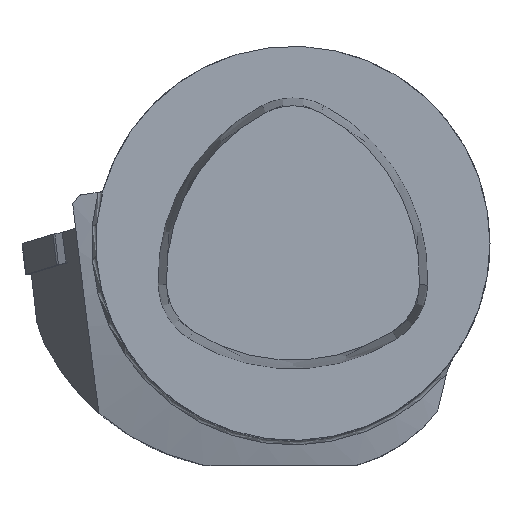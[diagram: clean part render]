
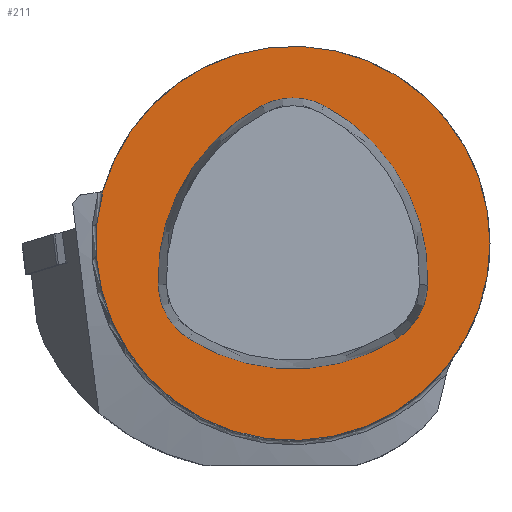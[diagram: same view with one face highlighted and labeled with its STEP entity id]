
A CAD part, top view. The second image highlights one B-rep face of the part: STEP entity #211.
In plain terms, the highlighted planar face has unit normal (0, 0, 1).
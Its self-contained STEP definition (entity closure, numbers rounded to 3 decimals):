
#97=FACE_BOUND('',#400,.T.);
#98=FACE_BOUND('',#401,.T.);
#211=ADVANCED_FACE('',(#97,#98),#271,.T.);
#271=PLANE('',#1487);
#400=EDGE_LOOP('',(#678));
#401=EDGE_LOOP('',(#679,#680,#681,#682,#683,#684));
#454=CIRCLE('',#1462,40.);
#463=CIRCLE('',#1481,39.5);
#464=CIRCLE('',#1482,13.5);
#465=CIRCLE('',#1483,39.5);
#466=CIRCLE('',#1484,13.5);
#467=CIRCLE('',#1485,39.5);
#468=CIRCLE('',#1486,13.5);
#678=ORIENTED_EDGE('',*,*,#1054,.T.);
#679=ORIENTED_EDGE('',*,*,#1077,.F.);
#680=ORIENTED_EDGE('',*,*,#1078,.F.);
#681=ORIENTED_EDGE('',*,*,#1079,.F.);
#682=ORIENTED_EDGE('',*,*,#1080,.F.);
#683=ORIENTED_EDGE('',*,*,#1081,.F.);
#684=ORIENTED_EDGE('',*,*,#1082,.F.);
#908=VERTEX_POINT('',#2184);
#926=VERTEX_POINT('',#2258);
#927=VERTEX_POINT('',#2259);
#928=VERTEX_POINT('',#2261);
#929=VERTEX_POINT('',#2263);
#930=VERTEX_POINT('',#2265);
#931=VERTEX_POINT('',#2267);
#1054=EDGE_CURVE('',#908,#908,#454,.T.);
#1077=EDGE_CURVE('',#926,#927,#463,.T.);
#1078=EDGE_CURVE('',#928,#926,#464,.T.);
#1079=EDGE_CURVE('',#929,#928,#465,.T.);
#1080=EDGE_CURVE('',#930,#929,#466,.T.);
#1081=EDGE_CURVE('',#931,#930,#467,.T.);
#1082=EDGE_CURVE('',#927,#931,#468,.T.);
#1462=AXIS2_PLACEMENT_3D('',#2183,#1722,#1723);
#1481=AXIS2_PLACEMENT_3D('',#2257,#1768,#1769);
#1482=AXIS2_PLACEMENT_3D('',#2260,#1770,#1771);
#1483=AXIS2_PLACEMENT_3D('',#2262,#1772,#1773);
#1484=AXIS2_PLACEMENT_3D('',#2264,#1774,#1775);
#1485=AXIS2_PLACEMENT_3D('',#2266,#1776,#1777);
#1486=AXIS2_PLACEMENT_3D('',#2268,#1778,#1779);
#1487=AXIS2_PLACEMENT_3D('',#2269,#1780,#1781);
#1722=DIRECTION('',(0.,0.,1.));
#1723=DIRECTION('',(1.,0.,0.));
#1768=DIRECTION('',(0.,0.,1.));
#1769=DIRECTION('',(1.,0.,0.));
#1770=DIRECTION('',(0.,0.,1.));
#1771=DIRECTION('',(1.,0.,0.));
#1772=DIRECTION('',(0.,0.,1.));
#1773=DIRECTION('',(1.,0.,0.));
#1774=DIRECTION('',(0.,0.,1.));
#1775=DIRECTION('',(1.,0.,0.));
#1776=DIRECTION('',(0.,0.,1.));
#1777=DIRECTION('',(1.,0.,0.));
#1778=DIRECTION('',(0.,0.,1.));
#1779=DIRECTION('',(1.,0.,0.));
#1780=DIRECTION('',(0.,0.,1.));
#1781=DIRECTION('',(-1.,0.,0.));
#2183=CARTESIAN_POINT('',(0.,0.,0.));
#2184=CARTESIAN_POINT('',(40.,0.,0.));
#2257=CARTESIAN_POINT('',(12.124,-7.,0.));
#2258=CARTESIAN_POINT('',(-6.295,27.942,0.));
#2259=CARTESIAN_POINT('',(-27.346,-8.519,0.));
#2260=CARTESIAN_POINT('',(0.,16.,0.));
#2261=CARTESIAN_POINT('',(6.295,27.942,0.));
#2262=CARTESIAN_POINT('',(-12.124,-7.,0.));
#2263=CARTESIAN_POINT('',(27.346,-8.519,0.));
#2264=CARTESIAN_POINT('',(13.856,-8.,0.));
#2265=CARTESIAN_POINT('',(21.051,-19.423,0.));
#2266=CARTESIAN_POINT('',(0.,14.,0.));
#2267=CARTESIAN_POINT('',(-21.051,-19.423,0.));
#2268=CARTESIAN_POINT('',(-13.856,-8.,0.));
#2269=CARTESIAN_POINT('',(0.,0.,0.));
